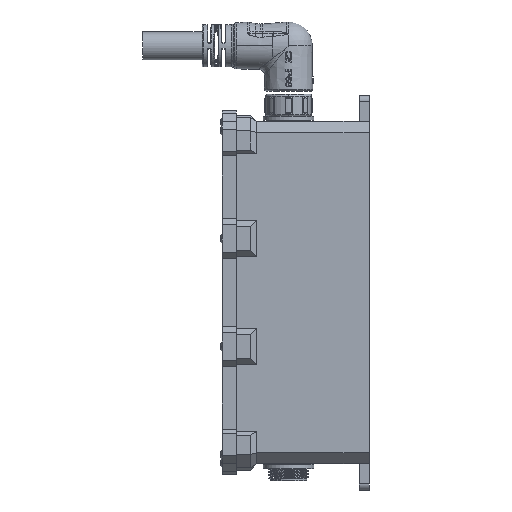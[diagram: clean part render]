
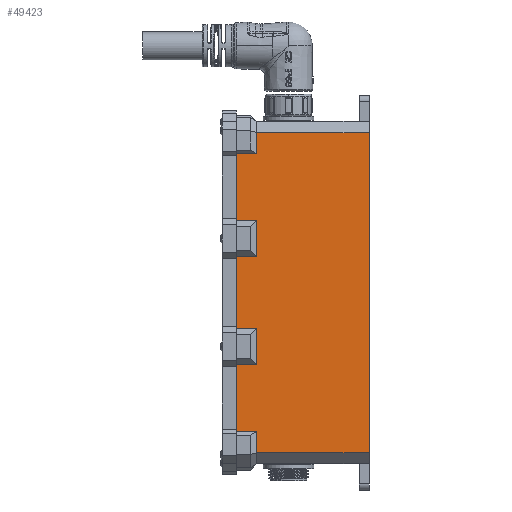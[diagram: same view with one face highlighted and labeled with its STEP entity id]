
A CAD part, left-side view. The second image highlights one B-rep face of the part: STEP entity #49423.
In plain terms, the highlighted planar face has unit normal (-1, 0, 0).
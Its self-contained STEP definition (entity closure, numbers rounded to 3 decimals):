
#349 = CARTESIAN_POINT ( 'NONE',  ( -85., 55.8, -35.85 ) ) ;
#717 = DIRECTION ( 'NONE',  ( 0., 0., 1. ) ) ;
#1638 = CARTESIAN_POINT ( 'NONE',  ( -85., 55.8, -35.85 ) ) ;
#1790 = FACE_OUTER_BOUND ( 'NONE', #13928, .T. ) ;
#1875 = VECTOR ( 'NONE', #28019, 1000. ) ;
#1904 = DIRECTION ( 'NONE',  ( 0., 0., 1. ) ) ;
#2175 = DIRECTION ( 'NONE',  ( 0., -1., 0. ) ) ;
#2296 = ORIENTED_EDGE ( 'NONE', *, *, #2687, .F. ) ;
#2328 = CARTESIAN_POINT ( 'NONE',  ( -85., 55.8, 35.85 ) ) ;
#2687 = EDGE_CURVE ( 'NONE', #50034, #31627, #8630, .T. ) ;
#3163 = CARTESIAN_POINT ( 'NONE',  ( -85., 56., 79.5 ) ) ;
#4226 = EDGE_CURVE ( 'NONE', #50034, #15494, #38243, .T. ) ;
#4312 = EDGE_CURVE ( 'NONE', #27842, #28855, #39279, .T. ) ;
#4486 = CARTESIAN_POINT ( 'NONE',  ( -85., 55.8, -17.85 ) ) ;
#4903 = CARTESIAN_POINT ( 'NONE',  ( -85., 56., 68.9 ) ) ;
#5882 = DIRECTION ( 'NONE',  ( -1., 0., 0. ) ) ;
#5934 = VECTOR ( 'NONE', #16502, 1000. ) ;
#6382 = DIRECTION ( 'NONE',  ( 0., 1., 0. ) ) ;
#6853 = ORIENTED_EDGE ( 'NONE', *, *, #4312, .F. ) ;
#6913 = LINE ( 'NONE', #20377, #11947 ) ;
#8542 = CARTESIAN_POINT ( 'NONE',  ( -85., 56., -68.9 ) ) ;
#8630 = LINE ( 'NONE', #46991, #22132 ) ;
#9113 = ORIENTED_EDGE ( 'NONE', *, *, #41626, .F. ) ;
#9205 = VECTOR ( 'NONE', #34665, 1000. ) ;
#9498 = EDGE_CURVE ( 'NONE', #29502, #40354, #48396, .T. ) ;
#9554 = DIRECTION ( 'NONE',  ( 0., 1., 0. ) ) ;
#9576 = LINE ( 'NONE', #40765, #47546 ) ;
#9927 = VECTOR ( 'NONE', #44172, 1000. ) ;
#10339 = DIRECTION ( 'NONE',  ( 0., -1., 0. ) ) ;
#11281 = EDGE_CURVE ( 'NONE', #44691, #15494, #6913, .T. ) ;
#11904 = CARTESIAN_POINT ( 'NONE',  ( -85., 66., -68.9 ) ) ;
#11947 = VECTOR ( 'NONE', #38612, 1000. ) ;
#12060 = DIRECTION ( 'NONE',  ( 0., 0., 1. ) ) ;
#12062 = EDGE_CURVE ( 'NONE', #20041, #28855, #9576, .T. ) ;
#12389 = VECTOR ( 'NONE', #9554, 1000. ) ;
#12420 = CARTESIAN_POINT ( 'NONE',  ( -85., 66., 35.85 ) ) ;
#13799 = CARTESIAN_POINT ( 'NONE',  ( -85., 66., -17.85 ) ) ;
#13928 = EDGE_LOOP ( 'NONE', ( #37771, #6853, #19882, #20338, #34174, #2296, #48694, #16575, #40059, #9113, #32144, #33430, #35176, #37225, #26621, #44362 ) ) ;
#14447 = EDGE_CURVE ( 'NONE', #43832, #31627, #44074, .T. ) ;
#14930 = LINE ( 'NONE', #41779, #30095 ) ;
#14957 = VECTOR ( 'NONE', #43090, 1000. ) ;
#15494 = VERTEX_POINT ( 'NONE', #4486 ) ;
#16004 = CARTESIAN_POINT ( 'NONE',  ( -85., 0., -79.5 ) ) ;
#16171 = CARTESIAN_POINT ( 'NONE',  ( -85., 55.8, 17.85 ) ) ;
#16502 = DIRECTION ( 'NONE',  ( 0., 0., 1. ) ) ;
#16575 = ORIENTED_EDGE ( 'NONE', *, *, #11281, .F. ) ;
#16953 = DIRECTION ( 'NONE',  ( 0., 1., 0. ) ) ;
#16974 = LINE ( 'NONE', #1638, #12389 ) ;
#17373 = CARTESIAN_POINT ( 'NONE',  ( -85., 0., -85. ) ) ;
#17444 = CARTESIAN_POINT ( 'NONE',  ( -85., 0., -79.5 ) ) ;
#17470 = VECTOR ( 'NONE', #19468, 1000. ) ;
#17583 = VERTEX_POINT ( 'NONE', #21677 ) ;
#18512 = VERTEX_POINT ( 'NONE', #2328 ) ;
#18621 = VECTOR ( 'NONE', #12060, 1000. ) ;
#19468 = DIRECTION ( 'NONE',  ( 0., 0., 1. ) ) ;
#19882 = ORIENTED_EDGE ( 'NONE', *, *, #31898, .T. ) ;
#19933 = CARTESIAN_POINT ( 'NONE',  ( -85., 66., 35.85 ) ) ;
#20041 = VERTEX_POINT ( 'NONE', #35609 ) ;
#20091 = DIRECTION ( 'NONE',  ( 0., 1., 0. ) ) ;
#20338 = ORIENTED_EDGE ( 'NONE', *, *, #49704, .F. ) ;
#20377 = CARTESIAN_POINT ( 'NONE',  ( -85., 55.8, -35.85 ) ) ;
#20735 = AXIS2_PLACEMENT_3D ( 'NONE', #17373, #5882, #6382 ) ;
#20906 = LINE ( 'NONE', #24985, #9927 ) ;
#21343 = LINE ( 'NONE', #36947, #24366 ) ;
#21677 = CARTESIAN_POINT ( 'NONE',  ( -85., 66., -68.9 ) ) ;
#22132 = VECTOR ( 'NONE', #717, 1000. ) ;
#22587 = VECTOR ( 'NONE', #44559, 1000. ) ;
#22651 = LINE ( 'NONE', #16004, #5934 ) ;
#23259 = EDGE_CURVE ( 'NONE', #25309, #35578, #41007, .T. ) ;
#24366 = VECTOR ( 'NONE', #2175, 1000. ) ;
#24985 = CARTESIAN_POINT ( 'NONE',  ( -85., 66., -68.9 ) ) ;
#25309 = VERTEX_POINT ( 'NONE', #40633 ) ;
#25536 = CARTESIAN_POINT ( 'NONE',  ( -85., 66., 68.9 ) ) ;
#26233 = CARTESIAN_POINT ( 'NONE',  ( -85., 66., -17.85 ) ) ;
#26542 = VERTEX_POINT ( 'NONE', #17444 ) ;
#26621 = ORIENTED_EDGE ( 'NONE', *, *, #9498, .F. ) ;
#27842 = VERTEX_POINT ( 'NONE', #19933 ) ;
#28019 = DIRECTION ( 'NONE',  ( 0., 0., 1. ) ) ;
#28855 = VERTEX_POINT ( 'NONE', #25536 ) ;
#29502 = VERTEX_POINT ( 'NONE', #3163 ) ;
#30095 = VECTOR ( 'NONE', #10339, 1000. ) ;
#31627 = VERTEX_POINT ( 'NONE', #50262 ) ;
#31898 = EDGE_CURVE ( 'NONE', #27842, #18512, #21343, .T. ) ;
#32028 = EDGE_CURVE ( 'NONE', #25309, #26542, #14930, .T. ) ;
#32144 = ORIENTED_EDGE ( 'NONE', *, *, #48357, .T. ) ;
#32589 = CARTESIAN_POINT ( 'NONE',  ( -85., 56., -79.5 ) ) ;
#33351 = EDGE_CURVE ( 'NONE', #20041, #29502, #39664, .T. ) ;
#33430 = ORIENTED_EDGE ( 'NONE', *, *, #23259, .F. ) ;
#33511 = CARTESIAN_POINT ( 'NONE',  ( -85., 66., -35.85 ) ) ;
#33653 = VECTOR ( 'NONE', #16953, 1000. ) ;
#34174 = ORIENTED_EDGE ( 'NONE', *, *, #14447, .T. ) ;
#34665 = DIRECTION ( 'NONE',  ( 0., -1., 0. ) ) ;
#35115 = CARTESIAN_POINT ( 'NONE',  ( -85., 0., 79.5 ) ) ;
#35176 = ORIENTED_EDGE ( 'NONE', *, *, #32028, .T. ) ;
#35578 = VERTEX_POINT ( 'NONE', #8542 ) ;
#35586 = CARTESIAN_POINT ( 'NONE',  ( -85., 55.8, 17.85 ) ) ;
#35609 = CARTESIAN_POINT ( 'NONE',  ( -85., 56., 68.9 ) ) ;
#36156 = CARTESIAN_POINT ( 'NONE',  ( -85., 55.8, 17.85 ) ) ;
#36947 = CARTESIAN_POINT ( 'NONE',  ( -85., 66., 35.85 ) ) ;
#37225 = ORIENTED_EDGE ( 'NONE', *, *, #40663, .T. ) ;
#37771 = ORIENTED_EDGE ( 'NONE', *, *, #12062, .T. ) ;
#38243 = LINE ( 'NONE', #26233, #9205 ) ;
#38612 = DIRECTION ( 'NONE',  ( 0., 0., 1. ) ) ;
#39279 = LINE ( 'NONE', #12420, #1875 ) ;
#39427 = LINE ( 'NONE', #35586, #17470 ) ;
#39664 = LINE ( 'NONE', #4903, #18621 ) ;
#40059 = ORIENTED_EDGE ( 'NONE', *, *, #43286, .T. ) ;
#40354 = VERTEX_POINT ( 'NONE', #35115 ) ;
#40633 = CARTESIAN_POINT ( 'NONE',  ( -85., 56., -79.5 ) ) ;
#40663 = EDGE_CURVE ( 'NONE', #26542, #40354, #22651, .T. ) ;
#40765 = CARTESIAN_POINT ( 'NONE',  ( -85., 56., 68.9 ) ) ;
#41007 = LINE ( 'NONE', #32589, #43955 ) ;
#41626 = EDGE_CURVE ( 'NONE', #17583, #43866, #20906, .T. ) ;
#41779 = CARTESIAN_POINT ( 'NONE',  ( -85., 56., -79.5 ) ) ;
#43090 = DIRECTION ( 'NONE',  ( 0., -1., 0. ) ) ;
#43286 = EDGE_CURVE ( 'NONE', #44691, #43866, #16974, .T. ) ;
#43832 = VERTEX_POINT ( 'NONE', #16171 ) ;
#43866 = VERTEX_POINT ( 'NONE', #33511 ) ;
#43955 = VECTOR ( 'NONE', #1904, 1000. ) ;
#44074 = LINE ( 'NONE', #36156, #33653 ) ;
#44172 = DIRECTION ( 'NONE',  ( 0., 0., 1. ) ) ;
#44362 = ORIENTED_EDGE ( 'NONE', *, *, #33351, .F. ) ;
#44559 = DIRECTION ( 'NONE',  ( 0., -1., 0. ) ) ;
#44691 = VERTEX_POINT ( 'NONE', #349 ) ;
#45051 = CARTESIAN_POINT ( 'NONE',  ( -85., 56., 79.5 ) ) ;
#45241 = PLANE ( 'NONE',  #20735 ) ;
#46928 = LINE ( 'NONE', #11904, #14957 ) ;
#46991 = CARTESIAN_POINT ( 'NONE',  ( -85., 66., -17.85 ) ) ;
#47546 = VECTOR ( 'NONE', #20091, 1000. ) ;
#48357 = EDGE_CURVE ( 'NONE', #17583, #35578, #46928, .T. ) ;
#48396 = LINE ( 'NONE', #45051, #22587 ) ;
#48694 = ORIENTED_EDGE ( 'NONE', *, *, #4226, .T. ) ;
#49423 = ADVANCED_FACE ( 'NONE', ( #1790 ), #45241, .T. ) ;
#49704 = EDGE_CURVE ( 'NONE', #43832, #18512, #39427, .T. ) ;
#50034 = VERTEX_POINT ( 'NONE', #13799 ) ;
#50262 = CARTESIAN_POINT ( 'NONE',  ( -85., 66., 17.85 ) ) ;
